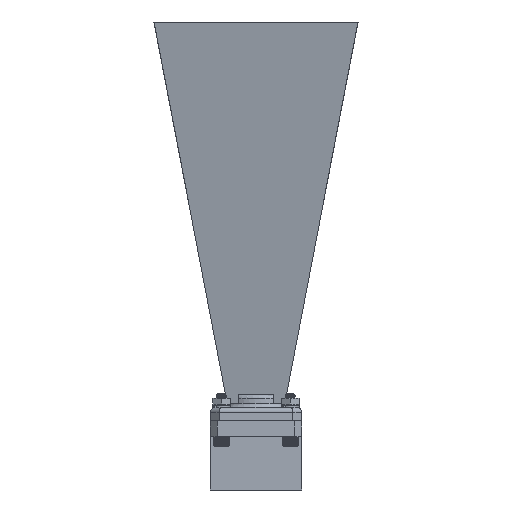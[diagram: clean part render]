
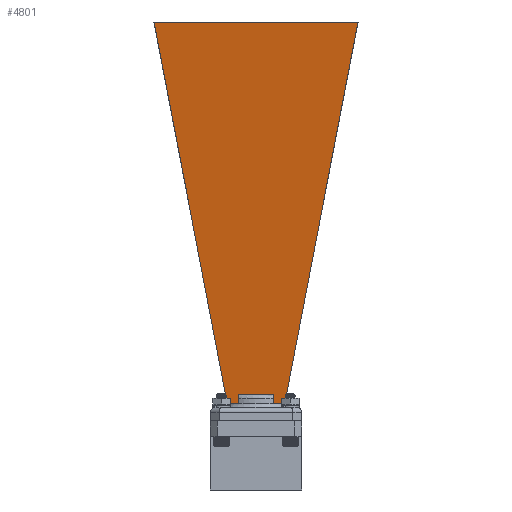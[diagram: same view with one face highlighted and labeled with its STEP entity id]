
A CAD part, front view. The second image highlights one B-rep face of the part: STEP entity #4801.
In plain terms, the highlighted face is planar.
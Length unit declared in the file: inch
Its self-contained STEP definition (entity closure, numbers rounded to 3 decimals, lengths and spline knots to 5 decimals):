
#473 = DIRECTION ( 'NONE',  ( -1., 0., 0. ) ) ;
#607 = VECTOR ( 'NONE', #2143, 39.37008 ) ;
#1338 = VECTOR ( 'NONE', #473, 39.37008 ) ;
#1445 = CARTESIAN_POINT ( 'NONE',  ( -0.95827, 0.375, 0.24913 ) ) ;
#2143 = DIRECTION ( 'NONE',  ( 0., 0.987, 0.16 ) ) ;
#2179 = CARTESIAN_POINT ( 'NONE',  ( -1.47009, 5.74004, 1.119 ) ) ;
#2374 = VERTEX_POINT ( 'NONE', #11080 ) ;
#2844 = LINE ( 'NONE', #1445, #5607 ) ;
#3084 = VECTOR ( 'NONE', #4496, 39.37008 ) ;
#3337 = LINE ( 'NONE', #11545, #1338 ) ;
#3596 = CARTESIAN_POINT ( 'NONE',  ( -0.251, 0.20037, 0.22081 ) ) ;
#4496 = DIRECTION ( 'NONE',  ( -0.186, 0.97, 0.157 ) ) ;
#4801 = ADVANCED_FACE ( 'NONE', ( #10560 ), #8587, .T. ) ;
#4816 = LINE ( 'NONE', #14462, #16509 ) ;
#4871 = LINE ( 'NONE', #11728, #607 ) ;
#5429 = CARTESIAN_POINT ( 'NONE',  ( 0.251, 0.25, 0.22886 ) ) ;
#5495 = CARTESIAN_POINT ( 'NONE',  ( 0.251, 0.375, 0.24913 ) ) ;
#5607 = VECTOR ( 'NONE', #12360, 39.37008 ) ;
#5652 = ORIENTED_EDGE ( 'NONE', *, *, #19632, .F. ) ;
#5907 = VERTEX_POINT ( 'NONE', #11220 ) ;
#6498 = EDGE_CURVE ( 'NONE', #2374, #20330, #3337, .T. ) ;
#6902 = EDGE_LOOP ( 'NONE', ( #9997, #5652, #9955, #19312, #20260, #18348, #12474, #11846 ) ) ;
#8056 = VERTEX_POINT ( 'NONE', #18774 ) ;
#8440 = DIRECTION ( 'NONE',  ( 0., -0.16, 0.987 ) ) ;
#8467 = DIRECTION ( 'NONE',  ( 0., -0.987, -0.16 ) ) ;
#8587 = PLANE ( 'NONE',  #15431 ) ;
#9088 = CARTESIAN_POINT ( 'NONE',  ( -0.5791, 1.10438, 0.36739 ) ) ;
#9346 = VERTEX_POINT ( 'NONE', #5429 ) ;
#9955 = ORIENTED_EDGE ( 'NONE', *, *, #17310, .F. ) ;
#9997 = ORIENTED_EDGE ( 'NONE', *, *, #17444, .F. ) ;
#10007 = CARTESIAN_POINT ( 'NONE',  ( -0.251, 0.25, 0.22886 ) ) ;
#10266 = LINE ( 'NONE', #3596, #19421 ) ;
#10535 = LINE ( 'NONE', #9088, #3084 ) ;
#10560 = FACE_OUTER_BOUND ( 'NONE', #6902, .T. ) ;
#10677 = CARTESIAN_POINT ( 'NONE',  ( 0.41489, 0.25, 0.22886 ) ) ;
#10741 = VECTOR ( 'NONE', #16415, 39.37008 ) ;
#10960 = CARTESIAN_POINT ( 'NONE',  ( 0.5791, 1.10438, 0.36739 ) ) ;
#11080 = CARTESIAN_POINT ( 'NONE',  ( 1.47009, 5.74004, 1.119 ) ) ;
#11220 = CARTESIAN_POINT ( 'NONE',  ( -0.41489, 0.25, 0.22886 ) ) ;
#11545 = CARTESIAN_POINT ( 'NONE',  ( 6.63494, 5.74004, 1.119 ) ) ;
#11693 = CARTESIAN_POINT ( 'NONE',  ( 6.63494, -0.02975, 0.1835 ) ) ;
#11728 = CARTESIAN_POINT ( 'NONE',  ( 0.251, 0.20037, 0.22081 ) ) ;
#11846 = ORIENTED_EDGE ( 'NONE', *, *, #6498, .T. ) ;
#11923 = LINE ( 'NONE', #10960, #20360 ) ;
#11961 = DIRECTION ( 'NONE',  ( 0.186, 0.97, 0.157 ) ) ;
#12156 = VERTEX_POINT ( 'NONE', #5495 ) ;
#12360 = DIRECTION ( 'NONE',  ( 1., 0., 0. ) ) ;
#12474 = ORIENTED_EDGE ( 'NONE', *, *, #15099, .T. ) ;
#14462 = CARTESIAN_POINT ( 'NONE',  ( 0.54797, 0.25, 0.22886 ) ) ;
#14981 = LINE ( 'NONE', #10007, #10741 ) ;
#15099 = EDGE_CURVE ( 'NONE', #18012, #2374, #11923, .T. ) ;
#15165 = VERTEX_POINT ( 'NONE', #20382 ) ;
#15181 = EDGE_CURVE ( 'NONE', #15165, #12156, #2844, .T. ) ;
#15431 = AXIS2_PLACEMENT_3D ( 'NONE', #11693, #8440, #16425 ) ;
#15473 = EDGE_CURVE ( 'NONE', #9346, #12156, #4871, .T. ) ;
#16415 = DIRECTION ( 'NONE',  ( -1., 0., 0. ) ) ;
#16425 = DIRECTION ( 'NONE',  ( 0., -0.987, -0.16 ) ) ;
#16509 = VECTOR ( 'NONE', #19294, 39.37008 ) ;
#17310 = EDGE_CURVE ( 'NONE', #15165, #8056, #10266, .T. ) ;
#17444 = EDGE_CURVE ( 'NONE', #5907, #20330, #10535, .T. ) ;
#17740 = EDGE_CURVE ( 'NONE', #18012, #9346, #4816, .T. ) ;
#18012 = VERTEX_POINT ( 'NONE', #10677 ) ;
#18348 = ORIENTED_EDGE ( 'NONE', *, *, #17740, .F. ) ;
#18774 = CARTESIAN_POINT ( 'NONE',  ( -0.251, 0.25, 0.22886 ) ) ;
#19294 = DIRECTION ( 'NONE',  ( -1., 0., 0. ) ) ;
#19312 = ORIENTED_EDGE ( 'NONE', *, *, #15181, .T. ) ;
#19421 = VECTOR ( 'NONE', #8467, 39.37008 ) ;
#19632 = EDGE_CURVE ( 'NONE', #8056, #5907, #14981, .T. ) ;
#20260 = ORIENTED_EDGE ( 'NONE', *, *, #15473, .F. ) ;
#20330 = VERTEX_POINT ( 'NONE', #2179 ) ;
#20360 = VECTOR ( 'NONE', #11961, 39.37008 ) ;
#20382 = CARTESIAN_POINT ( 'NONE',  ( -0.251, 0.375, 0.24913 ) ) ;
